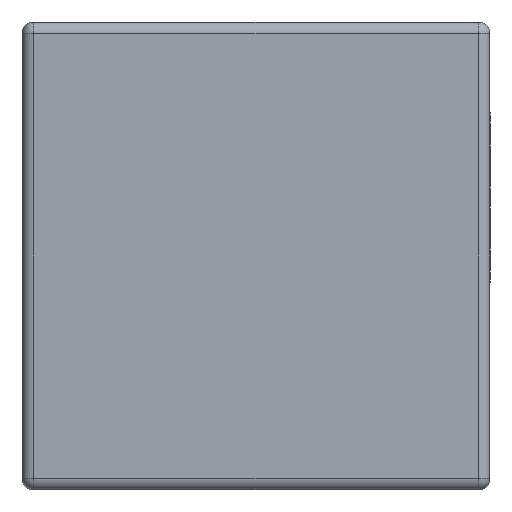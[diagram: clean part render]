
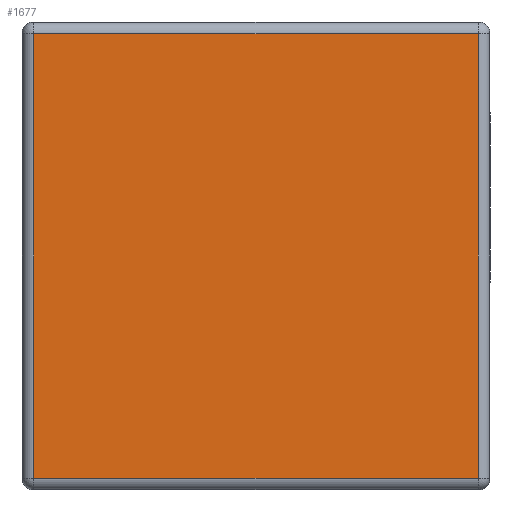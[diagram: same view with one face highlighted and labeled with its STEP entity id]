
A CAD part, front view. The second image highlights one B-rep face of the part: STEP entity #1677.
In plain terms, the highlighted planar face has unit normal (0, -1, 0).
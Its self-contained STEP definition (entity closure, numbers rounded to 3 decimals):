
#17=DIRECTION('',(0.,0.,-1.));
#18=VECTOR('',#17,7.6);
#19=CARTESIAN_POINT('',(-3.8,0.,3.8));
#20=LINE('',#19,#18);
#25=DIRECTION('',(-1.,0.,0.));
#26=VECTOR('',#25,7.6);
#27=CARTESIAN_POINT('',(3.8,0.,3.8));
#28=LINE('',#27,#26);
#32=DIRECTION('',(0.,0.,1.));
#33=VECTOR('',#32,7.6);
#34=CARTESIAN_POINT('',(3.8,0.,-3.8));
#35=LINE('',#34,#33);
#39=DIRECTION('',(1.,0.,0.));
#40=VECTOR('',#39,7.6);
#41=CARTESIAN_POINT('',(-3.8,0.,-3.8));
#42=LINE('',#41,#40);
#1522=CARTESIAN_POINT('',(-3.8,0.,3.8));
#1523=CARTESIAN_POINT('',(-3.8,0.,-3.8));
#1524=VERTEX_POINT('',#1522);
#1525=VERTEX_POINT('',#1523);
#1560=CARTESIAN_POINT('',(3.8,0.,-3.8));
#1561=VERTEX_POINT('',#1560);
#1562=CARTESIAN_POINT('',(3.8,0.,3.8));
#1563=VERTEX_POINT('',#1562);
#1662=CARTESIAN_POINT('',(0.,0.,0.));
#1663=DIRECTION('',(0.,1.,0.));
#1664=DIRECTION('',(1.,0.,0.));
#1665=AXIS2_PLACEMENT_3D('',#1662,#1663,#1664);
#1666=PLANE('',#1665);
#1668=ORIENTED_EDGE('',*,*,#1667,.F.);
#1670=ORIENTED_EDGE('',*,*,#1669,.F.);
#1672=ORIENTED_EDGE('',*,*,#1671,.F.);
#1674=ORIENTED_EDGE('',*,*,#1673,.F.);
#1675=EDGE_LOOP('',(#1668,#1670,#1672,#1674));
#1676=FACE_OUTER_BOUND('',#1675,.F.);
#1677=ADVANCED_FACE('',(#1676),#1666,.F.);
#1667=EDGE_CURVE('',#1524,#1525,#20,.T.);
#1669=EDGE_CURVE('',#1563,#1524,#28,.T.);
#1671=EDGE_CURVE('',#1561,#1563,#35,.T.);
#1673=EDGE_CURVE('',#1525,#1561,#42,.T.);
